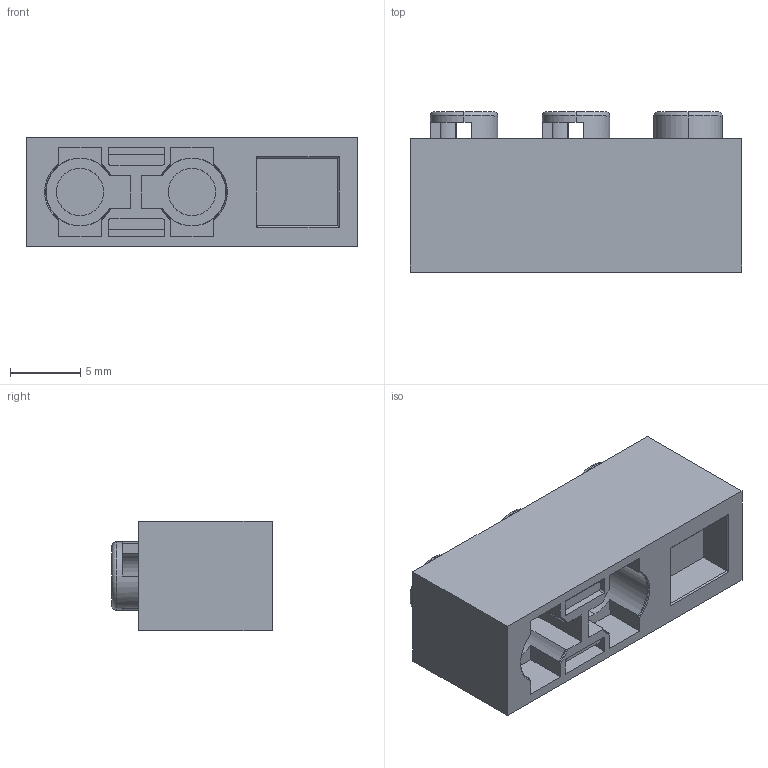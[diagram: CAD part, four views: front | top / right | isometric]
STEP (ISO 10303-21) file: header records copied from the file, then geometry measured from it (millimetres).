
FILE_DESCRIPTION (( 'STEP AP214' ), '1' );
FILE_NAME ('BuildUponsPowerBrickV2.STEP', '2017-04-04T20:29:13', ( 'Jason' ), ( '' ), 'SwSTEP 2.0', 'SolidWorks 2013', '' );
FILE_SCHEMA (( 'AUTOMOTIVE_DESIGN' ));
Length unit declared in the file: inch
Products named in the file (1): BuildUponsPowerBrickV2
Bounding box: 23.7 x 11.45 x 7.8 mm (x, y, z)
Volume: 1186.6 mm3; surface area: 1716.6 mm2
Topology: 1 solids, 1 shells, 149 faces, 405 edges, 266 vertices
Faces by surface type: plane 93, cylinder 34, torus 14, cone 8
Entity records: 4851 total; most frequent: CARTESIAN_POINT 977, ORIENTED_EDGE 810, DIRECTION 793, EDGE_CURVE 405, VERTEX_POINT 266, AXIS2_PLACEMENT_3D 266, VECTOR 261, LINE 261
